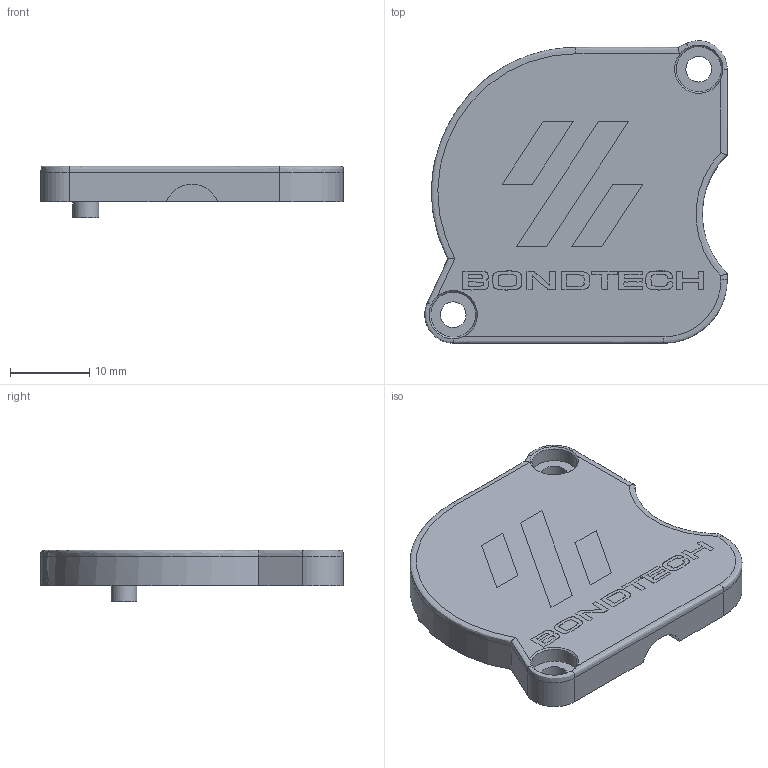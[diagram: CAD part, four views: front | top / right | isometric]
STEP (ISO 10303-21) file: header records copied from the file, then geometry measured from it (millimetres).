
FILE_DESCRIPTION(/* description */ (''),/* implementation_level */ '2;1');
FILE_NAME(/* name */ 'MiniASLGXerpaLite-CoverV2.step',/* time_stamp */ '2022-03-21T16:40:01-07:00',/* author */ (''),/* organization */ (''),/* preprocessor_version */ 'ST-DEVELOPER v18.1',/* originating_system */ 'Autodesk Translation Framework v10.13.0.1454',/* authorisation */ '');
FILE_SCHEMA (('AUTOMOTIVE_DESIGN { 1 0 10303 214 3 1 1 }'));
Length unit declared in the file: millimetre
Products named in the file (1): LGX-Lite-Mount
Bounding box: 38.19 x 38.19 x 6.5 mm (x, y, z)
Volume: 4680.8 mm3; surface area: 4096.1 mm2
Topology: 12 solids, 12 shells, 402 faces, 1039 edges, 686 vertices
Faces by surface type: bspline 186, plane 180, cylinder 30, cone 6
Full cylindrical faces by diameter (mm): 3.25 x3, 3.5 x1, 4.05 x1, 5.7 x2, 5.75 x1
Entity records: 13850 total; most frequent: CARTESIAN_POINT 5702, ORIENTED_EDGE 2078, DIRECTION 1174, EDGE_CURVE 1039, VERTEX_POINT 686, LINE 596, VECTOR 596, EDGE_LOOP 439
